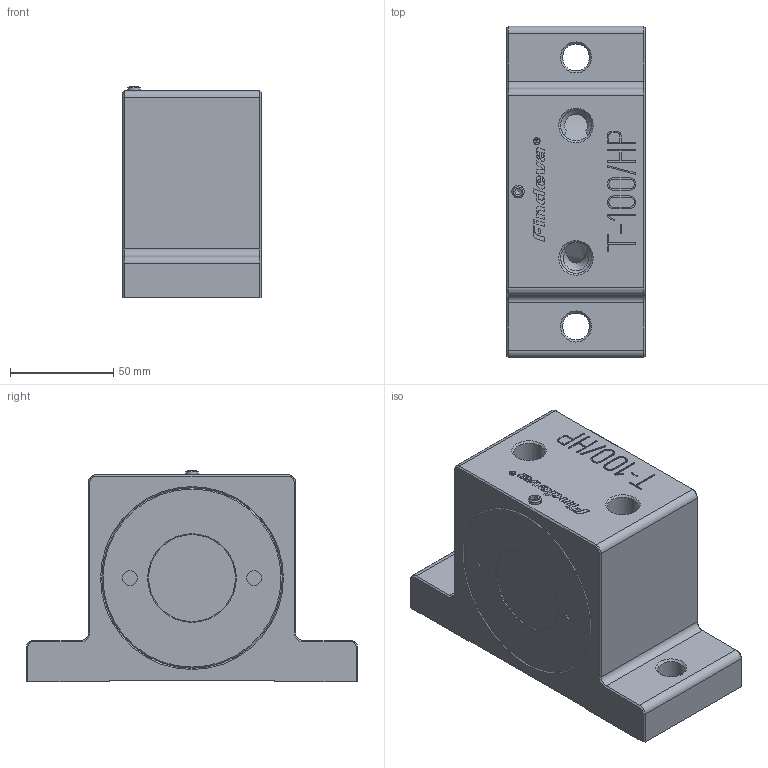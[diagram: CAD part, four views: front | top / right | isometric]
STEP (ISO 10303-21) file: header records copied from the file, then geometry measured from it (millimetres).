
FILE_DESCRIPTION((''),'2;1');
FILE_NAME('8100-20-M.stp','2012-03-29T10:46:37',('Petr'),(''),'Autodesk Inventor 2011','Autodesk Inventor 2011','');
FILE_SCHEMA(('CONFIG_CONTROL_DESIGN'));
Length unit declared in the file: millimetre
Products named in the file (1): 8100-20-M
Bounding box: 67 x 160 x 102 mm (x, y, z)
Volume: 725324 mm3; surface area: 61046 mm2
Topology: 1 solids, 2 shells, 368 faces, 936 edges, 614 vertices
Faces by surface type: plane 233, cylinder 94, cone 26, bspline 12, torus 3
Full cylindrical faces by diameter (mm): 2.95 x1, 3.28 x1, 4.917 x1, 6 x1, 7.2 x2, 13 x2, 14.95 x2, 41.5 x1, 42.8 x1, 70.5 x1, 80 x1
Entity records: 11441 total; most frequent: CARTESIAN_POINT 2309, ORIENTED_EDGE 1796, DIRECTION 1786, EDGE_CURVE 898, VECTOR 644, LINE 644, VERTEX_POINT 604, AXIS2_PLACEMENT_3D 571
